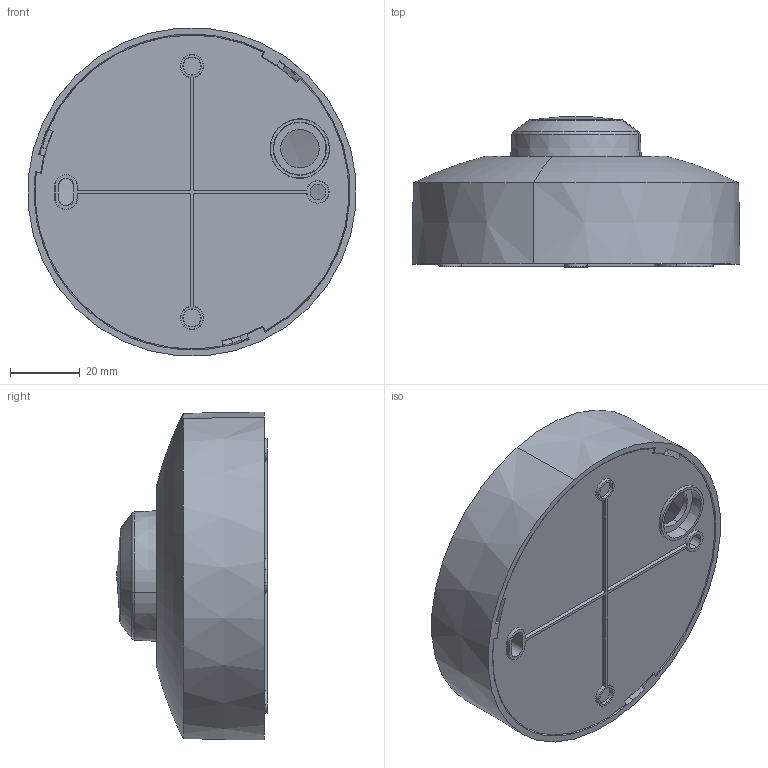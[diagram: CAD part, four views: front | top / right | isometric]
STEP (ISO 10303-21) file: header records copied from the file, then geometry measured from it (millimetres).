
FILE_DESCRIPTION (( 'STEP AP214' ), '1' );
FILE_NAME ('OCC58GRS01-2_3D.step', '2024-03-19T17:19:46', ( '' ), ( '' ), 'SwSTEP 2.0', 'SolidWorks 2022', '' );
FILE_SCHEMA (( 'AUTOMOTIVE_DESIGN' ));
Length unit declared in the file: inch
Products named in the file (4): electronics enclosure^OCC58GRS01-2; cover^OCC58GRS01-2; base pl^OCC58GRS01-2; OCC58GRS01-2_3D
Assembly tree (3 placements, depth 2):
  OCC58GRS01-2_3D
    base pl^OCC58GRS01-2
    electronics enclosure^OCC58GRS01-2
    cover^OCC58GRS01-2
Bounding box: 93.64 x 42.89 x 93.64 mm (x, y, z)
Volume: 60524.9 mm3; surface area: 70602.8 mm2
Topology: 3 solids, 3 shells, 613 faces, 1609 edges, 1031 vertices
Faces by surface type: plane 273, cone 172, cylinder 71, torus 39, bspline 37, sphere 21
Entity records: 23071 total; most frequent: CARTESIAN_POINT 8093, ORIENTED_EDGE 3218, DIRECTION 2956, EDGE_CURVE 1609, AXIS2_PLACEMENT_3D 1112, VERTEX_POINT 1031, LINE 732, VECTOR 732
